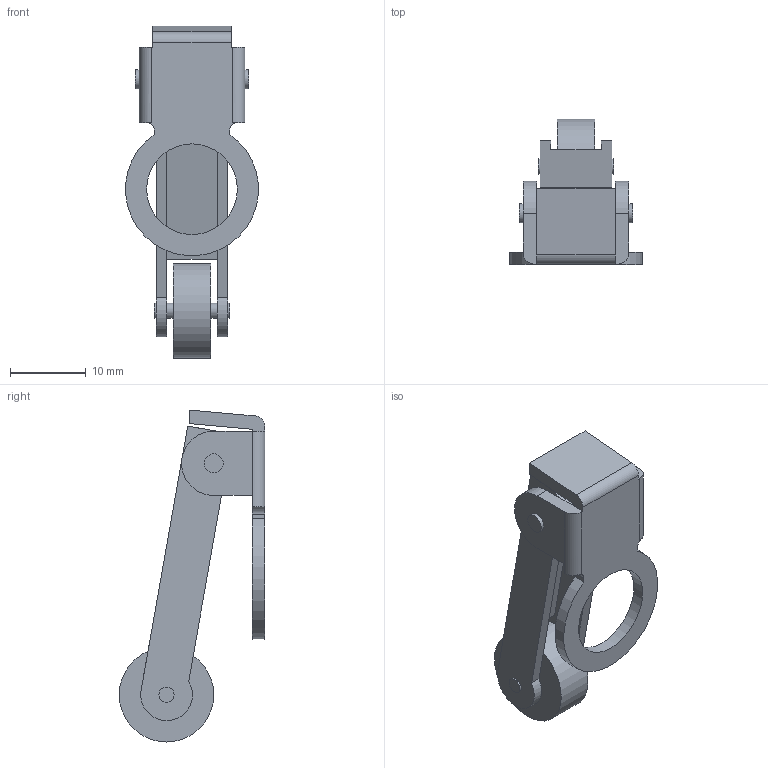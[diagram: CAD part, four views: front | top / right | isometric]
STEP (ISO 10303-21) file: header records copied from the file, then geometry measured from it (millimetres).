
FILE_DESCRIPTION( ( 'STEP AP203' ), '1' );
FILE_NAME( '34C.stp', '2020-04-23T09:13:22', ( 'License CC BY-ND 4.0' ), ( 'CADENAS' ), ' ', 'PARTsolutions', ' ' );
FILE_SCHEMA( ( 'CONFIG_CONTROL_DESIGN' ) );
Length unit declared in the file: millimetre
Products named in the file (1): _34C
Bounding box: 17.54 x 19.25 x 43.93 mm (x, y, z)
Volume: 2512.8 mm3; surface area: 3367.8 mm2
Topology: 1 solids, 1 shells, 61 faces, 150 edges, 99 vertices
Faces by surface type: plane 37, cylinder 24
Full cylindrical faces by diameter (mm): 2 x4, 2.5 x5, 12 x1, 12.5 x1
Entity records: 1806 total; most frequent: DIRECTION 312, CARTESIAN_POINT 298, ORIENTED_EDGE 276, EDGE_CURVE 138, AXIS2_PLACEMENT_3D 112, VERTEX_POINT 98, EDGE_LOOP 88, LINE 88
